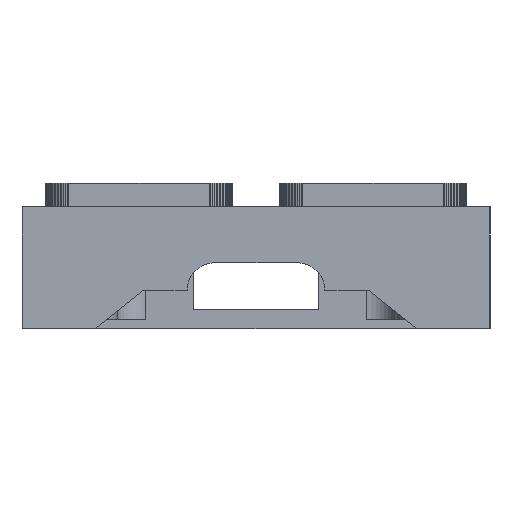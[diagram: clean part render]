
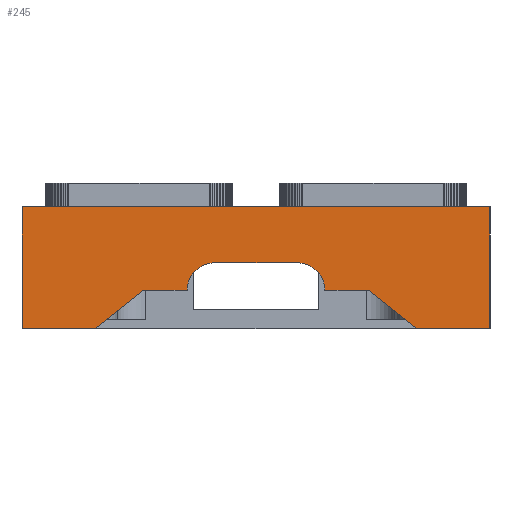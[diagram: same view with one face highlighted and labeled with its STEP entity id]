
A CAD part, left-side view. The second image highlights one B-rep face of the part: STEP entity #245.
In plain terms, the highlighted planar face has unit normal (-1, 0, 0).
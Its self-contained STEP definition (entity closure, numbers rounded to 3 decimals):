
#245=ADVANCED_FACE('',(#12225),#12227,.T.);
#12225=FACE_BOUND('',#12226,.T.);
#12226=EDGE_LOOP('',(#22722,#22723,#22724,#22725,#22726,#22727,#22728,#22729,#22730,
#22731,#22732,#22733));
#12227=PLANE('',#12228);
#12228=AXIS2_PLACEMENT_3D('',#12229,#12230,#12231);
#12229=CARTESIAN_POINT('',(-1.,31.,-10.));
#12230=DIRECTION('',(-1.,0.,0.));
#12231=DIRECTION('',(0.,-1.,0.));
#22722=ORIENTED_EDGE('',*,*,#30568,.T.);
#22723=ORIENTED_EDGE('',*,*,#30569,.T.);
#22724=ORIENTED_EDGE('',*,*,#30570,.T.);
#22725=ORIENTED_EDGE('',*,*,#30571,.T.);
#22726=ORIENTED_EDGE('',*,*,#30572,.T.);
#22727=ORIENTED_EDGE('',*,*,#30573,.T.);
#22728=ORIENTED_EDGE('',*,*,#30574,.T.);
#22729=ORIENTED_EDGE('',*,*,#30575,.T.);
#22730=ORIENTED_EDGE('',*,*,#29394,.F.);
#22731=ORIENTED_EDGE('',*,*,#30576,.F.);
#22732=ORIENTED_EDGE('',*,*,#30577,.T.);
#22733=ORIENTED_EDGE('',*,*,#30578,.T.);
#29394=EDGE_CURVE('',#33320,#33321,#33322,.T.);
#30568=EDGE_CURVE('',#35668,#35669,#35670,.F.);
#30569=EDGE_CURVE('',#35669,#35671,#35672,.F.);
#30570=EDGE_CURVE('',#35671,#35673,#35674,.F.);
#30571=EDGE_CURVE('',#35673,#35675,#35676,.F.);
#30572=EDGE_CURVE('',#35675,#35677,#35678,.F.);
#30573=EDGE_CURVE('',#35677,#35679,#35680,.F.);
#30574=EDGE_CURVE('',#35679,#35681,#35682,.F.);
#30575=EDGE_CURVE('',#35681,#33321,#35683,.T.);
#30576=EDGE_CURVE('',#35684,#33320,#35685,.T.);
#30577=EDGE_CURVE('',#35684,#35686,#35687,.F.);
#30578=EDGE_CURVE('',#35686,#35668,#35688,.F.);
#33320=VERTEX_POINT('',#39874);
#33321=VERTEX_POINT('',#39875);
#33322=LINE('',#39876,#39877);
#35668=VERTEX_POINT('',#44588);
#35669=VERTEX_POINT('',#44589);
#35670=LINE('',#44590,#44591);
#35671=VERTEX_POINT('',#44593);
#35672=CIRCLE('',#44594,1.88);
#35673=VERTEX_POINT('',#44598);
#35674=LINE('',#44599,#44600);
#35675=VERTEX_POINT('',#44602);
#35676=CIRCLE('',#44603,1.88);
#35677=VERTEX_POINT('',#44607);
#35678=LINE('',#44608,#44609);
#35679=VERTEX_POINT('',#44611);
#35680=LINE('',#44612,#44613);
#35681=VERTEX_POINT('',#44615);
#35682=LINE('',#44616,#44617);
#35683=LINE('',#44619,#44620);
#35684=VERTEX_POINT('',#44622);
#35685=LINE('',#44623,#44624);
#35686=VERTEX_POINT('',#44626);
#35687=LINE('',#44627,#44628);
#35688=LINE('',#44630,#44631);
#39874=CARTESIAN_POINT('',(-1.,31.,7.7));
#39875=CARTESIAN_POINT('',(-1.,-1.,7.7));
#39876=CARTESIAN_POINT('',(-1.,31.,7.7));
#39877=VECTOR('',#39878,1.);
#39878=DIRECTION('',(0.,-1.,0.));
#44588=CARTESIAN_POINT('',(-1.,22.7,2.));
#44589=CARTESIAN_POINT('',(-1.,19.7,2.));
#44590=CARTESIAN_POINT('',(-1.,19.7,2.));
#44591=VECTOR('',#44592,1.);
#44592=DIRECTION('',(0.,1.,0.));
#44593=CARTESIAN_POINT('',(-1.,17.82,3.88));
#44594=AXIS2_PLACEMENT_3D('',#44595,#44596,#44597);
#44595=CARTESIAN_POINT('',(-1.,17.82,2.));
#44596=DIRECTION('',(-1.,0.,0.));
#44597=DIRECTION('',(0.,0.,1.));
#44598=CARTESIAN_POINT('',(-1.,12.18,3.88));
#44599=CARTESIAN_POINT('',(-1.,12.18,3.88));
#44600=VECTOR('',#44601,1.);
#44601=DIRECTION('',(0.,1.,0.));
#44602=CARTESIAN_POINT('',(-1.,10.3,2.));
#44603=AXIS2_PLACEMENT_3D('',#44604,#44605,#44606);
#44604=CARTESIAN_POINT('',(-1.,12.18,2.));
#44605=DIRECTION('',(-1.,0.,0.));
#44606=DIRECTION('',(0.,-1.,0.));
#44607=CARTESIAN_POINT('',(-1.,7.3,2.));
#44608=CARTESIAN_POINT('',(-1.,7.3,2.));
#44609=VECTOR('',#44610,1.);
#44610=DIRECTION('',(0.,1.,0.));
#44611=CARTESIAN_POINT('',(-1.,4.,-0.624));
#44612=CARTESIAN_POINT('',(-1.,4.,-0.624));
#44613=VECTOR('',#44614,1.);
#44614=DIRECTION('',(0.,0.783,0.622));
#44615=CARTESIAN_POINT('',(-1.,-1.,-0.624));
#44616=CARTESIAN_POINT('',(-1.,-1.,-0.624));
#44617=VECTOR('',#44618,1.);
#44618=DIRECTION('',(0.,1.,0.));
#44619=CARTESIAN_POINT('',(-1.,-1.,-0.624));
#44620=VECTOR('',#44621,1.);
#44621=DIRECTION('',(0.,0.,1.));
#44622=CARTESIAN_POINT('',(-1.,31.,-0.624));
#44623=CARTESIAN_POINT('',(-1.,31.,-0.624));
#44624=VECTOR('',#44625,1.);
#44625=DIRECTION('',(0.,0.,1.));
#44626=CARTESIAN_POINT('',(-1.,26.,-0.624));
#44627=CARTESIAN_POINT('',(-1.,26.,-0.624));
#44628=VECTOR('',#44629,1.);
#44629=DIRECTION('',(0.,1.,0.));
#44630=CARTESIAN_POINT('',(-1.,22.7,2.));
#44631=VECTOR('',#44632,1.);
#44632=DIRECTION('',(0.,0.783,-0.622));
